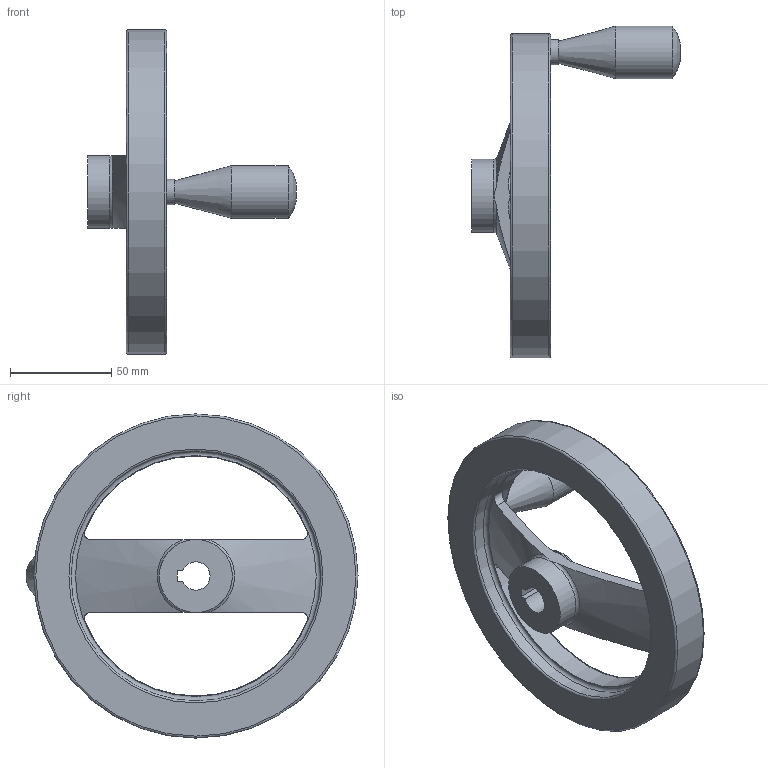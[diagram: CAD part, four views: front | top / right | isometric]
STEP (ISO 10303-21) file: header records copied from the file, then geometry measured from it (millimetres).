
FILE_DESCRIPTION( ( 'STEP AP214' ), '1' );
FILE_NAME( 'K0162.5160X14_drehbarer_Zylindergriff__Nabe_mit_Nut.stp', '2020-11-26T10:24:26', ( '' ), ( '' ), ' ', 'PARTsolutions', ' ' );
FILE_SCHEMA( ( 'AUTOMOTIVE_DESIGN { 1 0 10303 214 1 1 1 1 }' ) );
Length unit declared in the file: millimetre
Products named in the file (1): _K0162.5160X14_drehbarer Zylindergriff, Nabe mit Nut
Bounding box: 103.09 x 163.82 x 160 mm (x, y, z)
Volume: 233222.7 mm3; surface area: 51285.4 mm2
Topology: 1 solids, 1 shells, 36 faces, 91 edges, 56 vertices
Faces by surface type: cylinder 12, plane 10, torus 9, cone 4, bspline 1
Full cylindrical faces by diameter (mm): 12.48 x1, 26 x1, 36 x2, 118.4 x1, 123.28 x1, 160 x1
Entity records: 1591 total; most frequent: CARTESIAN_POINT 515, DIRECTION 152, ORIENTED_EDGE 146, EDGE_CURVE 73, AXIS2_PLACEMENT_3D 67, EDGE_LOOP 56, VERTEX_POINT 54, FACE_OUTER_BOUND 48
